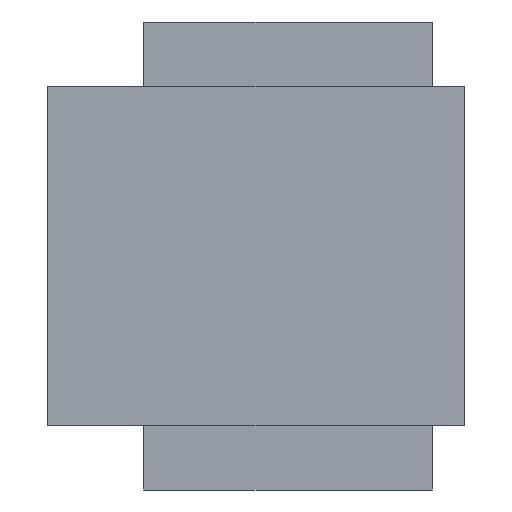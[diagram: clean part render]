
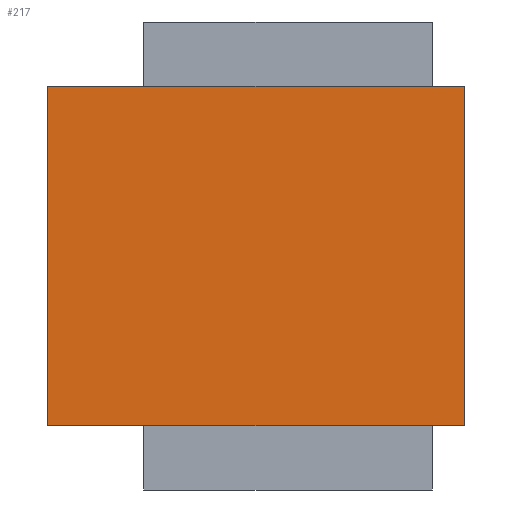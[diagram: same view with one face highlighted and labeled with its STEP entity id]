
A CAD part, left-side view. The second image highlights one B-rep face of the part: STEP entity #217.
In plain terms, the highlighted planar face has unit normal (-1, 0, 0).
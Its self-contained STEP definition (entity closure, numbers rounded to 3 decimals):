
#217=ADVANCED_FACE('',(#708),#7489,.T.);
#708=FACE_OUTER_BOUND('',#1199,.T.);
#1199=EDGE_LOOP('',(#1823,#1824,#1825,#1826));
#1823=ORIENTED_EDGE('',*,*,#4143,.T.);
#1824=ORIENTED_EDGE('',*,*,#4144,.T.);
#1825=ORIENTED_EDGE('',*,*,#4145,.F.);
#1826=ORIENTED_EDGE('',*,*,#4146,.F.);
#4143=EDGE_CURVE('',#6463,#6464,#6043,.T.);
#4144=EDGE_CURVE('',#6464,#6465,#6044,.T.);
#4145=EDGE_CURVE('',#6466,#6465,#6045,.T.);
#4146=EDGE_CURVE('',#6463,#6466,#6046,.T.);
#6043=B_SPLINE_CURVE_WITH_KNOTS('',1,(#8934,#8935),.UNSPECIFIED.,.F.,.F.,
(2,2),(0.,110.),.UNSPECIFIED.);
#6044=B_SPLINE_CURVE_WITH_KNOTS('',1,(#8936,#8937),.UNSPECIFIED.,.F.,.F.,
(2,2),(0.,106.),.UNSPECIFIED.);
#6045=B_SPLINE_CURVE_WITH_KNOTS('',1,(#8938,#8939),.UNSPECIFIED.,.F.,.F.,
(2,2),(0.,110.),.UNSPECIFIED.);
#6046=B_SPLINE_CURVE_WITH_KNOTS('',1,(#8940,#8941),.UNSPECIFIED.,.F.,.F.,
(2,2),(0.,106.),.UNSPECIFIED.);
#6463=VERTEX_POINT('',#8786);
#6464=VERTEX_POINT('',#8787);
#6465=VERTEX_POINT('',#8788);
#6466=VERTEX_POINT('',#8789);
#7489=PLANE('',#7840);
#7840=AXIS2_PLACEMENT_3D('',#8770,#8305,$);
#8305=DIRECTION('',(-1.,0.,0.));
#8770=CARTESIAN_POINT('',(-55.,-55.,126.));
#8786=CARTESIAN_POINT('',(-55.,-55.,126.));
#8787=CARTESIAN_POINT('',(-55.,75.,126.));
#8788=CARTESIAN_POINT('',(-55.,75.,20.));
#8789=CARTESIAN_POINT('',(-55.,-55.,20.));
#8934=CARTESIAN_POINT('',(-55.,-55.,126.));
#8935=CARTESIAN_POINT('',(-55.,75.,126.));
#8936=CARTESIAN_POINT('',(-55.,75.,126.));
#8937=CARTESIAN_POINT('',(-55.,75.,20.));
#8938=CARTESIAN_POINT('',(-55.,-55.,20.));
#8939=CARTESIAN_POINT('',(-55.,75.,20.));
#8940=CARTESIAN_POINT('',(-55.,-55.,126.));
#8941=CARTESIAN_POINT('',(-55.,-55.,20.));
